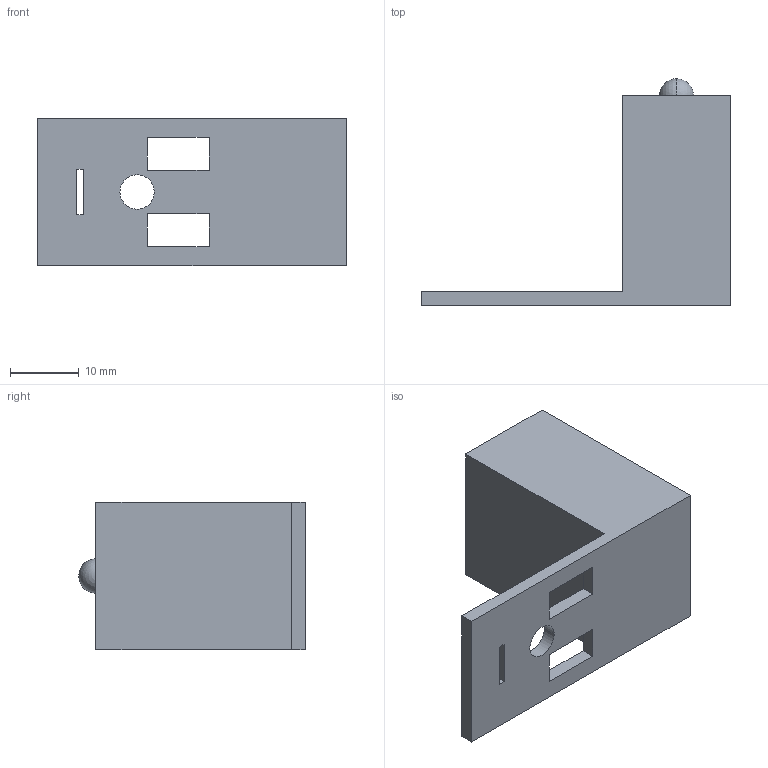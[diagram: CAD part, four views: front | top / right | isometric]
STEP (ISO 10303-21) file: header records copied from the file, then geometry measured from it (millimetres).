
FILE_DESCRIPTION (( 'STEP AP203' ), '1' );
FILE_NAME ('3124270.step', '2022-08-04T16:55:09', ( '' ), ( '' ), 'SwSTEP 2.0', 'SolidWorks 2021', '' );
FILE_SCHEMA (( 'CONFIG_CONTROL_DESIGN' ));
Length unit declared in the file: millimetre
Products named in the file (1): 3124270
Bounding box: 45 x 33 x 21.5 mm (x, y, z)
Volume: 11362.4 mm3; surface area: 4288.2 mm2
Topology: 1 solids, 1 shells, 24 faces, 68 edges, 45 vertices
Faces by surface type: plane 20, cylinder 2, sphere 2
Entity records: 837 total; most frequent: CARTESIAN_POINT 132, ORIENTED_EDGE 128, DIRECTION 122, EDGE_CURVE 64, LINE 56, VECTOR 56, VERTEX_POINT 43, AXIS2_PLACEMENT_3D 33
